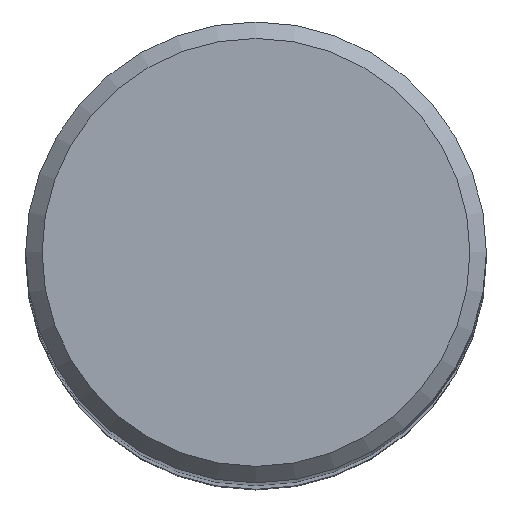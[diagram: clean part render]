
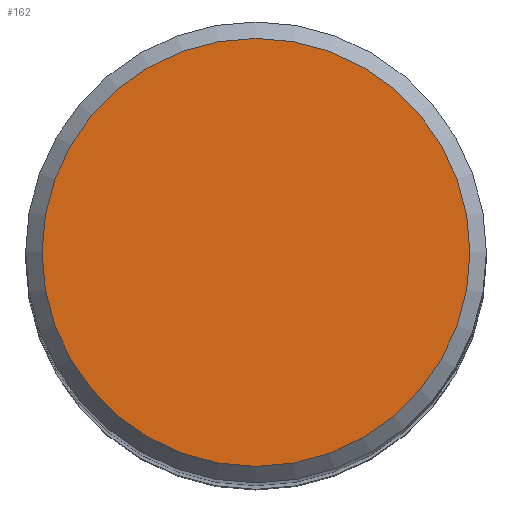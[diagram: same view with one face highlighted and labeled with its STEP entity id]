
A CAD part, top view. The second image highlights one B-rep face of the part: STEP entity #162.
In plain terms, the highlighted planar face has unit normal (0, 0, 1).
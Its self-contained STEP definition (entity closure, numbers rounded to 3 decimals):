
#30 = DIRECTION ( 'NONE',  ( 0., 0., -1. ) ) ;
#49 = PLANE ( 'NONE',  #165 ) ;
#51 = CARTESIAN_POINT ( 'NONE',  ( 0., 0., 125. ) ) ;
#54 = VERTEX_POINT ( 'NONE', #138 ) ;
#61 = ORIENTED_EDGE ( 'NONE', *, *, #85, .F. ) ;
#79 = EDGE_LOOP ( 'NONE', ( #61 ) ) ;
#85 = EDGE_CURVE ( 'NONE', #54, #54, #111, .T. ) ;
#90 = DIRECTION ( 'NONE',  ( 0., 1., 0. ) ) ;
#111 = CIRCLE ( 'NONE', #194, 6.5 ) ;
#138 = CARTESIAN_POINT ( 'NONE',  ( 0., 6.5, 125. ) ) ;
#152 = CARTESIAN_POINT ( 'NONE',  ( 0., 0., 125. ) ) ;
#162 = ADVANCED_FACE ( 'NONE', ( #236 ), #49, .F. ) ;
#165 = AXIS2_PLACEMENT_3D ( 'NONE', #51, #30, #90 ) ;
#166 = DIRECTION ( 'NONE',  ( 0., 0., -1. ) ) ;
#194 = AXIS2_PLACEMENT_3D ( 'NONE', #152, #166, #198 ) ;
#198 = DIRECTION ( 'NONE',  ( 0., 1., 0. ) ) ;
#236 = FACE_OUTER_BOUND ( 'NONE', #79, .T. ) ;
